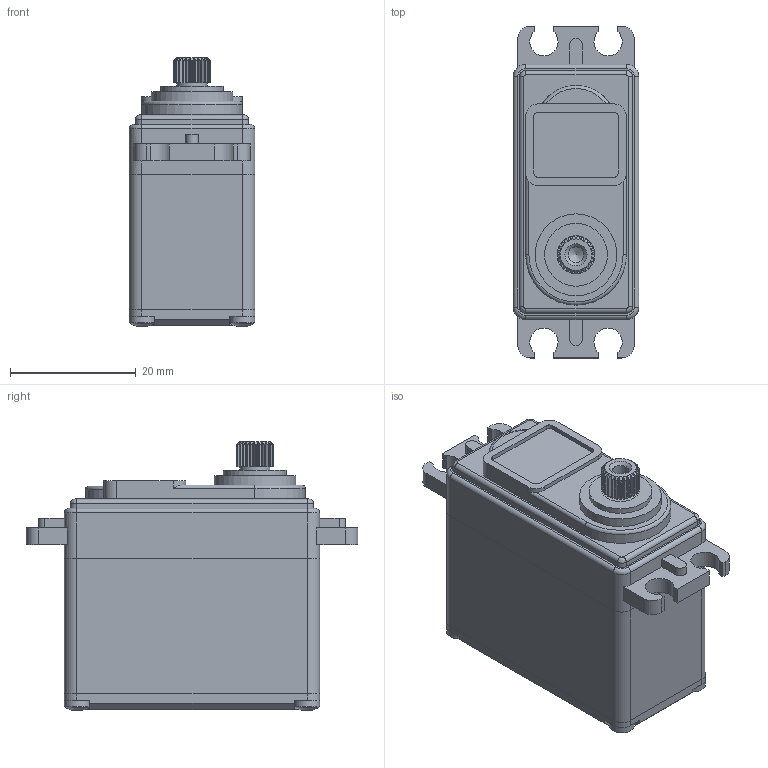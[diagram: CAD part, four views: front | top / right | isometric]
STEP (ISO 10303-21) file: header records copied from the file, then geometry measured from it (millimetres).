
FILE_DESCRIPTION(('FreeCAD Model'),'2;1');
FILE_NAME('Open CASCADE Shape Model','2022-11-12T20:22:19',(''),(''), 'Open CASCADE STEP processor 7.6','FreeCAD','Unknown');
FILE_SCHEMA(('CONFIG_CONTROL_DESIGN','SHAPE_APPEARANCE_LAYER_MIM'));
Length unit declared in the file: millimetre
Products named in the file (8): Body002; Body003; Body004; M2x8-Screw; M2x8-Screw004; M2x8-Screw005; M2x8-Screw006; Cut
Bounding box: 20 x 52.8 x 42.7 mm (x, y, z)
Volume: 28872.7 mm3; surface area: 10118.9 mm2
Topology: 8 solids, 8 shells, 341 faces, 915 edges, 598 vertices
Faces by surface type: plane 171, cylinder 137, revolution 12, cone 11, torus 6, sphere 4
Full cylindrical faces by diameter (mm): 2 x4, 2.5 x1, 4 x4, 4.8 x1, 6 x2, 10 x1, 13 x1
Entity records: 13013 total; most frequent: CARTESIAN_POINT 4148, ORIENTED_EDGE 1820, DIRECTION 1786, EDGE_CURVE 910, AXIS2_PLACEMENT_3D 634, VERTEX_POINT 598, LINE 506, VECTOR 506
